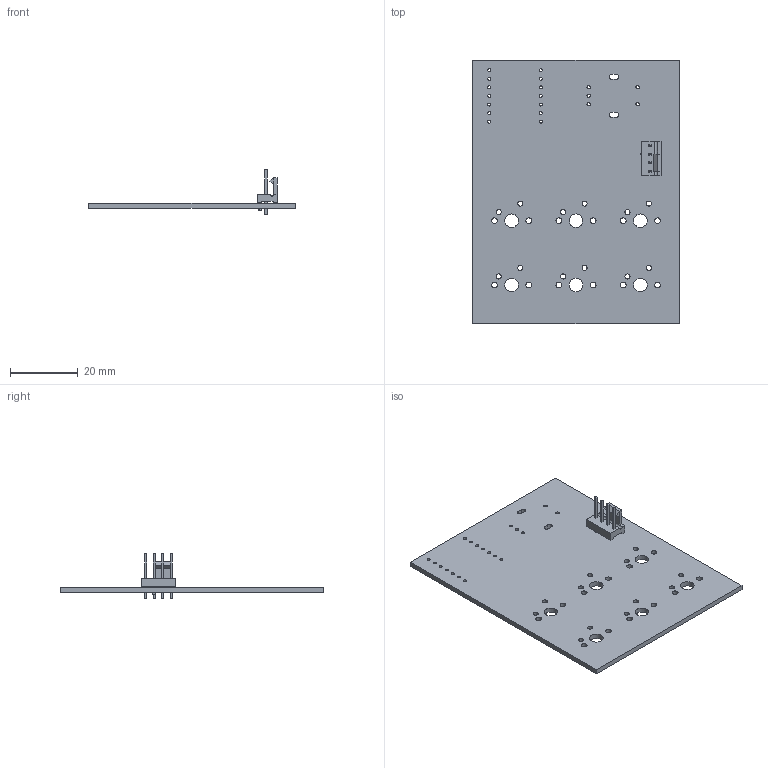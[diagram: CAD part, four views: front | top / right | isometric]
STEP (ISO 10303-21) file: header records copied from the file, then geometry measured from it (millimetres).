
FILE_DESCRIPTION(('KiCad electronic assembly'),'2;1');
FILE_NAME('Macro pad.step','2026-02-12T11:42:27',('Pcbnew'),('Kicad'), 'Open CASCADE STEP processor 7.9','KiCad to STEP converter','Unknown' );
FILE_SCHEMA(('AUTOMOTIVE_DESIGN { 1 0 10303 214 1 1 1 1 }'));
Length unit declared in the file: millimetre
Products named in the file (3): Macro pad 1; FanPinHeader_1x04_P2.54mm_Vertical; Macro pad_PCB
Assembly tree (2 placements, depth 2):
  Macro pad 1
    FanPinHeader_1x04_P2.54mm_Vertical
    Macro pad_PCB
Bounding box: 61 x 78 x 13.5 mm (x, y, z)
Volume: 7139.6 mm3; surface area: 10467 mm2
Topology: 2 solids, 2 shells, 167 faces, 422 edges, 268 vertices
Faces by surface type: plane 107, cylinder 60
Full cylindrical faces by diameter (mm): 0.889 x14, 1 x5, 1.02 x4, 1.1 x1, 1.5 x12, 1.7 x12, 4 x6
Entity records: 5949 total; most frequent: DIRECTION 882, CARTESIAN_POINT 860, ORIENTED_EDGE 844, EDGE_CURVE 422, LINE 302, VECTOR 302, AXIS2_PLACEMENT_3D 290, FACE_BOUND 288
